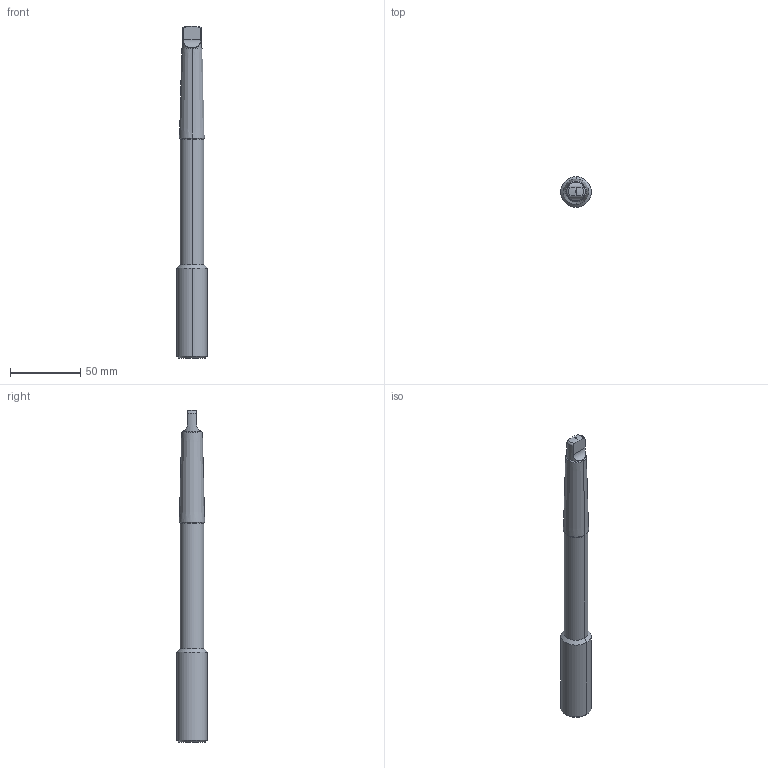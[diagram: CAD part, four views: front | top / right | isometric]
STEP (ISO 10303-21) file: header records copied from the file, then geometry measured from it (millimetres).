
FILE_DESCRIPTION((''),'2;1');
FILE_NAME('607511159-000-00-E43','2021-01-28T13:30:02',('gantert'),(''),'CREO PARAMETRIC BY PTC INC, 2019030','CREO PARAMETRIC BY PTC INC, 2019030','');
FILE_SCHEMA(('AP242_MANAGED_MODEL_BASED_3D_ENGINEERING_MIM_LF { 1 0 10303 442 1 1 4 }'));
Length unit declared in the file: millimetre
Products named in the file (1): 607511159-000-00-E43
Bounding box: 22 x 22 x 237 mm (x, y, z)
Volume: 60634.2 mm3; surface area: 13812.2 mm2
Topology: 1 solids, 1 shells, 26 faces, 60 edges, 36 vertices
Faces by surface type: cone 12, cylinder 8, plane 4, torus 2
Entity records: 1551 total; most frequent: CARTESIAN_POINT 415, DIRECTION 131, ORIENTED_EDGE 120, PRESENTATION_STYLE_ASSIGNMENT 76, STYLED_ITEM 71, CURVE_STYLE 64, EDGE_CURVE 60, AXIS2_PLACEMENT_3D 54
